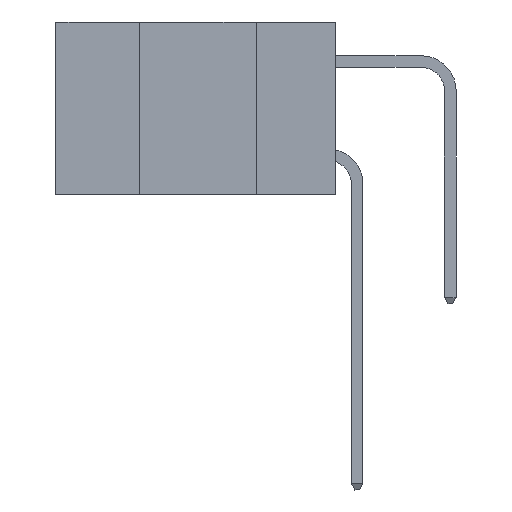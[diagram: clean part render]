
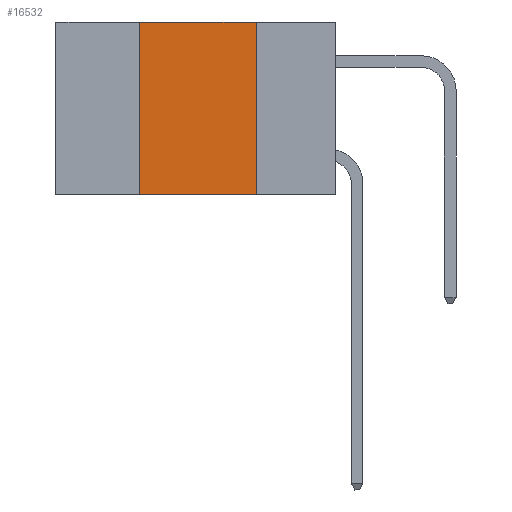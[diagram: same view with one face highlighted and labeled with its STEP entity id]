
A CAD part, left-side view. The second image highlights one B-rep face of the part: STEP entity #16532.
In plain terms, the highlighted planar face has unit normal (-1, 0, 0).
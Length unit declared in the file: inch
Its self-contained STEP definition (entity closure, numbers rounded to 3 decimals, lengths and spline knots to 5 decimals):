
#4124 = CARTESIAN_POINT ( 'NONE',  ( 0., 0.17, 0. ) ) ;
#4365 = LINE ( 'NONE', #8298, #33323 ) ;
#4777 = CARTESIAN_POINT ( 'NONE',  ( 0., 0.17, -0.37 ) ) ;
#5860 = VERTEX_POINT ( 'NONE', #4124 ) ;
#6695 = EDGE_CURVE ( 'NONE', #13983, #5860, #26003, .T. ) ;
#6977 = LINE ( 'NONE', #31240, #41210 ) ;
#7545 = CARTESIAN_POINT ( 'NONE',  ( 0., 0.6, 0. ) ) ;
#8024 = ORIENTED_EDGE ( 'NONE', *, *, #30638, .F. ) ;
#8298 = CARTESIAN_POINT ( 'NONE',  ( 0., 0.42, 0. ) ) ;
#9982 = EDGE_CURVE ( 'NONE', #16265, #31201, #17396, .T. ) ;
#13041 = ORIENTED_EDGE ( 'NONE', *, *, #6695, .F. ) ;
#13455 = AXIS2_PLACEMENT_3D ( 'NONE', #27777, #44874, #45106 ) ;
#13983 = VERTEX_POINT ( 'NONE', #36380 ) ;
#16265 = VERTEX_POINT ( 'NONE', #40502 ) ;
#16532 = ADVANCED_FACE ( 'NONE', ( #31016 ), #17390, .F. ) ;
#17390 = PLANE ( 'NONE',  #13455 ) ;
#17396 = LINE ( 'NONE', #45554, #41418 ) ;
#18635 = DIRECTION ( 'NONE',  ( 0., -1., 0. ) ) ;
#23769 = EDGE_CURVE ( 'NONE', #5860, #31201, #6977, .T. ) ;
#26003 = LINE ( 'NONE', #7545, #28845 ) ;
#27544 = DIRECTION ( 'NONE',  ( 0., 0., -1. ) ) ;
#27777 = CARTESIAN_POINT ( 'NONE',  ( 0., 0.6, 0. ) ) ;
#28845 = VECTOR ( 'NONE', #18635, 39.37008 ) ;
#30268 = ORIENTED_EDGE ( 'NONE', *, *, #23769, .F. ) ;
#30638 = EDGE_CURVE ( 'NONE', #16265, #13983, #4365, .T. ) ;
#31016 = FACE_OUTER_BOUND ( 'NONE', #38062, .T. ) ;
#31201 = VERTEX_POINT ( 'NONE', #4777 ) ;
#31240 = CARTESIAN_POINT ( 'NONE',  ( 0., 0.17, 0. ) ) ;
#33323 = VECTOR ( 'NONE', #35772, 39.37008 ) ;
#35772 = DIRECTION ( 'NONE',  ( 0., 0., 1. ) ) ;
#36380 = CARTESIAN_POINT ( 'NONE',  ( 0., 0.42, 0. ) ) ;
#37961 = DIRECTION ( 'NONE',  ( 0., -1., 0. ) ) ;
#38062 = EDGE_LOOP ( 'NONE', ( #30268, #13041, #8024, #41817 ) ) ;
#40502 = CARTESIAN_POINT ( 'NONE',  ( 0., 0.42, -0.37 ) ) ;
#41210 = VECTOR ( 'NONE', #27544, 39.37008 ) ;
#41418 = VECTOR ( 'NONE', #37961, 39.37008 ) ;
#41817 = ORIENTED_EDGE ( 'NONE', *, *, #9982, .T. ) ;
#44874 = DIRECTION ( 'NONE',  ( 1., 0., 0. ) ) ;
#45106 = DIRECTION ( 'NONE',  ( 0., 0., -1. ) ) ;
#45554 = CARTESIAN_POINT ( 'NONE',  ( 0., 0.6, -0.37 ) ) ;
